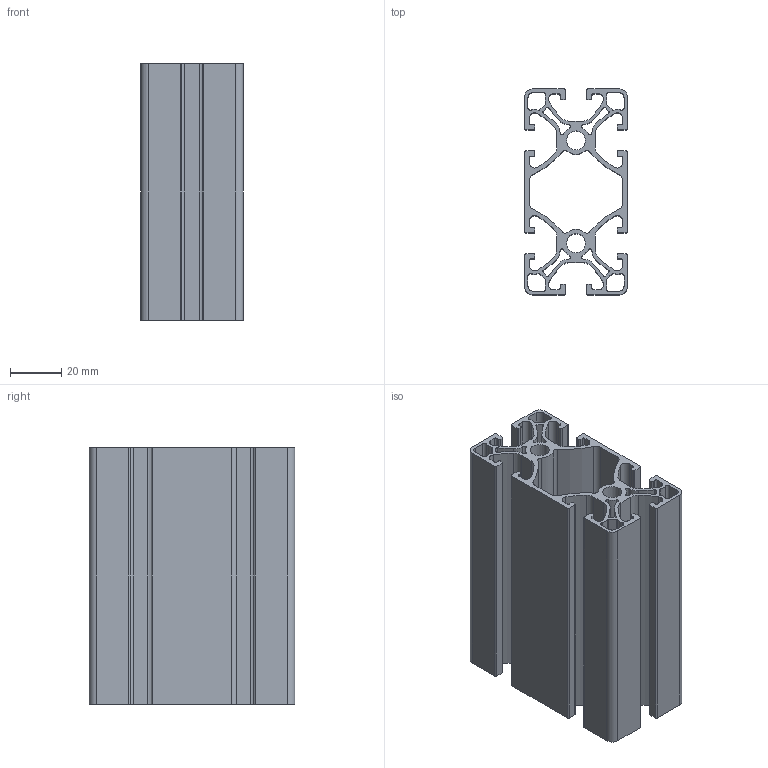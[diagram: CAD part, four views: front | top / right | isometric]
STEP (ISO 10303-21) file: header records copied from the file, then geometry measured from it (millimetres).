
FILE_DESCRIPTION(/* description */ ('Profil 40x80 ekonomický'),/* implementation_level */ '2;1');
FILE_NAME(/* name */ '104080E.stp',/* time_stamp */ '2023-09-19T06:59:31+02:00',/* author */ ('Lisin'),/* organization */ ('Alutec K&K'),/* preprocessor_version */ 'ST-DEVELOPER v18.1',/* originating_system */ 'Autodesk Inventor 2021',/* authorisation */ '');
FILE_SCHEMA (('AUTOMOTIVE_DESIGN { 1 0 10303 214 3 1 1 }'));
Length unit declared in the file: millimetre
Products named in the file (1): 104080E_rev.03
Bounding box: 40 x 80 x 100 mm (x, y, z)
Volume: 84900.6 mm3; surface area: 92172.9 mm2
Topology: 1 solids, 1 shells, 252 faces, 750 edges, 500 vertices
Faces by surface type: cylinder 168, plane 84
Full cylindrical faces by diameter (mm): 7.4 x2
Entity records: 8695 total; most frequent: DIRECTION 1592, CARTESIAN_POINT 1503, ORIENTED_EDGE 1500, EDGE_CURVE 750, AXIS2_PLACEMENT_3D 589, VERTEX_POINT 500, LINE 414, VECTOR 414
